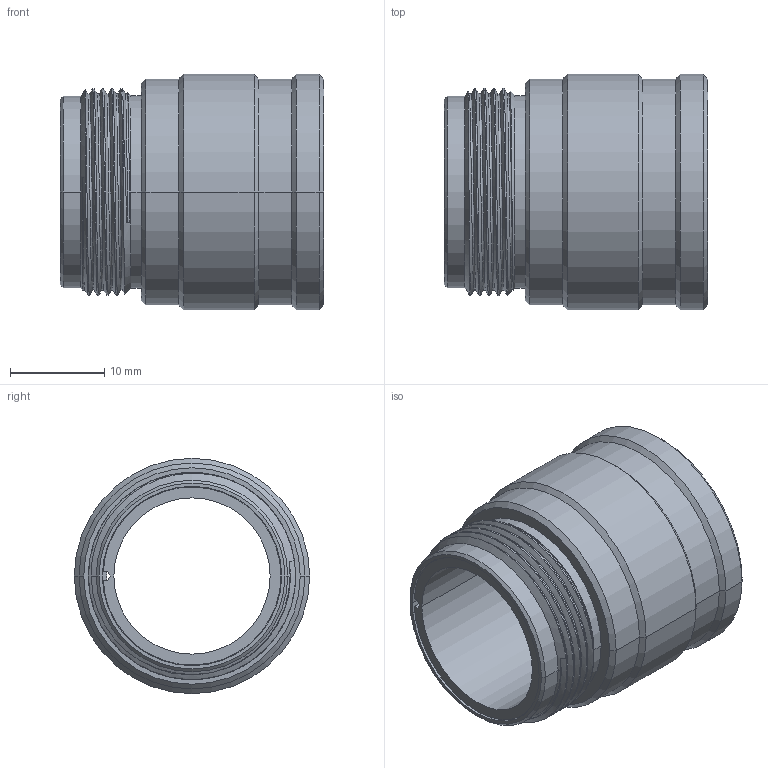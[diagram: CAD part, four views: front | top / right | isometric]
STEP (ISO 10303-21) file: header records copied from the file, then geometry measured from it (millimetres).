
FILE_DESCRIPTION((''),'2;1');
FILE_NAME('13303PG13','2018-07-10T08:14:12',('cgregory'),('NET AG system integration'),'CREO PARAMETRIC BY PTC INC, 2017260','CREO PARAMETRIC BY PTC INC, 2017260','');
FILE_SCHEMA(('AUTOMOTIVE_DESIGN { 1 0 10303 214 1 1 1 1 }'));
Length unit declared in the file: millimetre
Products named in the file (1): 13303PG13
Bounding box: 28 x 25 x 25 mm (x, y, z)
Volume: 4392.4 mm3; surface area: 6160.5 mm2
Topology: 1 solids, 1 shells, 97 faces, 242 edges, 152 vertices
Faces by surface type: cylinder 48, cone 18, plane 15, bspline 15, torus 1
Entity records: 9842 total; most frequent: CARTESIAN_POINT 6718, ORIENTED_EDGE 484, DIRECTION 392, EDGE_CURVE 242, VERTEX_POINT 152, AXIS2_PLACEMENT_3D 149, EDGE_LOOP 106, FACE_OUTER_BOUND 97
